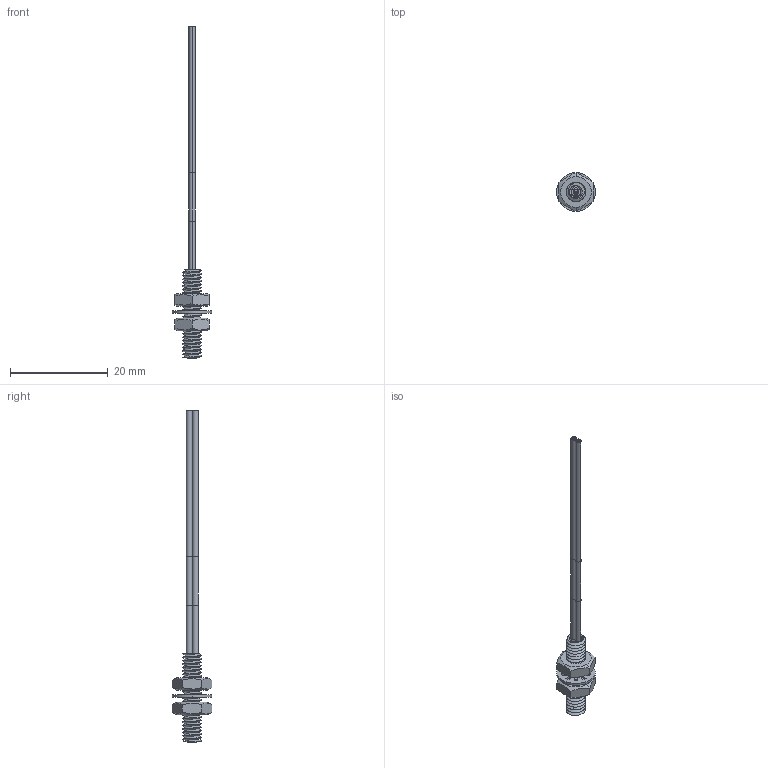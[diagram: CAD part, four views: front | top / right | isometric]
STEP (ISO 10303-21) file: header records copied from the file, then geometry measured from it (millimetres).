
FILE_DESCRIPTION((''),'2;1');
FILE_NAME('161917_ASM','2016-02-01T',('pdmadmin'),(''),'PRO/ENGINEER BY PARAMETRIC TECHNOLOGY CORPORATION, 2013230','PRO/ENGINEER BY PARAMETRIC TECHNOLOGY CORPORATION, 2013230','');
FILE_SCHEMA(('CONFIG_CONTROL_DESIGN'));
Products named in the file (7): 39434; 39413; 39412; FIBER_CORE_9X_-25_010_1X_-5_020; 40845; 40844; 161917_ASM
Assembly tree (7 placements, depth 2):
  161917_ASM
    39434
    39413
    39412
    FIBER_CORE_9X_-25_010_1X_-5_020
    40845
    40844  x2
Bounding box: 8 x 8.08 x 68.03 mm (x, y, z)
Volume: 431.7 mm3; surface area: 2009.1 mm2
Topology: 17 solids, 29 shells, 272 faces, 679 edges, 441 vertices
Faces by surface type: cylinder 156, plane 66, bspline 40, cone 10
Entity records: 13582 total; most frequent: CARTESIAN_POINT 7561, ORIENTED_EDGE 1206, DIRECTION 1193, EDGE_CURVE 641, AXIS2_PLACEMENT_3D 478, VERTEX_POINT 417, EDGE_LOOP 264, FACE_OUTER_BOUND 256
